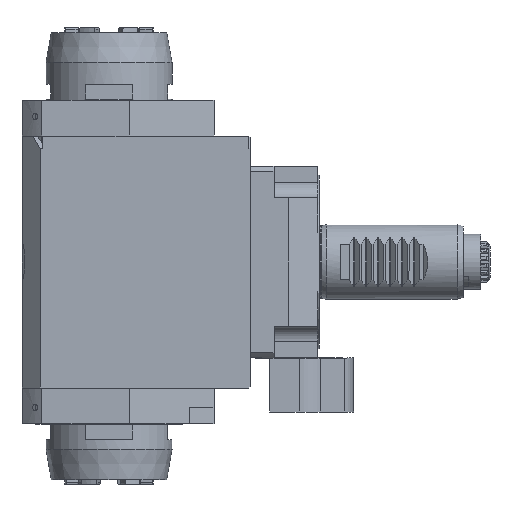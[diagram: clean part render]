
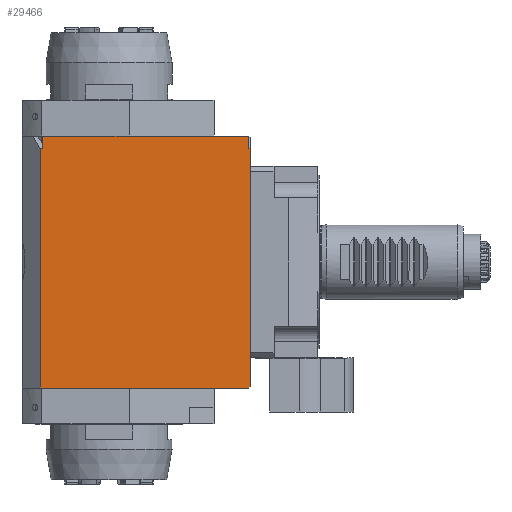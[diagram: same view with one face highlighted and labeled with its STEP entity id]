
A CAD part, left-side view. The second image highlights one B-rep face of the part: STEP entity #29466.
In plain terms, the highlighted planar face has unit normal (-1, 0, 0).
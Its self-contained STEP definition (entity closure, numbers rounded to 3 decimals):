
#474 = LINE ( 'NONE', #29023, #17522 ) ;
#919 = CARTESIAN_POINT ( 'NONE',  ( -32., -47., 32. ) ) ;
#2397 = EDGE_CURVE ( 'NONE', #32542, #34134, #29706, .T. ) ;
#2817 = VECTOR ( 'NONE', #40243, 1000. ) ;
#2960 = DIRECTION ( 'NONE',  ( 0., -0.707, 0.707 ) ) ;
#3043 = LINE ( 'NONE', #35209, #24114 ) ;
#3220 = EDGE_CURVE ( 'NONE', #25919, #18001, #34419, .T. ) ;
#3605 = EDGE_LOOP ( 'NONE', ( #25427, #7364, #32598, #30667, #3773, #36909, #25700, #28904, #38167, #4849, #35672 ) ) ;
#3773 = ORIENTED_EDGE ( 'NONE', *, *, #40308, .T. ) ;
#4423 = CARTESIAN_POINT ( 'NONE',  ( -32., -46.5, -42. ) ) ;
#4849 = ORIENTED_EDGE ( 'NONE', *, *, #2397, .F. ) ;
#5169 = CARTESIAN_POINT ( 'NONE',  ( -32., -47., -42. ) ) ;
#5238 = DIRECTION ( 'NONE',  ( 0., 1., 0. ) ) ;
#5443 = CARTESIAN_POINT ( 'NONE',  ( -32., -47., 38. ) ) ;
#5468 = EDGE_CURVE ( 'NONE', #28284, #14657, #32364, .T. ) ;
#5820 = CARTESIAN_POINT ( 'NONE',  ( -32., -46.5, -135.813 ) ) ;
#6666 = DIRECTION ( 'NONE',  ( 0., 0., 1. ) ) ;
#6681 = VECTOR ( 'NONE', #5238, 1000. ) ;
#7095 = VECTOR ( 'NONE', #19440, 1000. ) ;
#7364 = ORIENTED_EDGE ( 'NONE', *, *, #3220, .T. ) ;
#10514 = EDGE_CURVE ( 'NONE', #19523, #34134, #24362, .T. ) ;
#11241 = EDGE_CURVE ( 'NONE', #32542, #29498, #3043, .T. ) ;
#11569 = PLANE ( 'NONE',  #13305 ) ;
#12106 = EDGE_CURVE ( 'NONE', #19142, #18001, #474, .T. ) ;
#12494 = VECTOR ( 'NONE', #28942, 1000. ) ;
#12654 = VECTOR ( 'NONE', #16532, 1000. ) ;
#13305 = AXIS2_PLACEMENT_3D ( 'NONE', #26968, #33478, #17605 ) ;
#14293 = FACE_OUTER_BOUND ( 'NONE', #3605, .T. ) ;
#14657 = VERTEX_POINT ( 'NONE', #4423 ) ;
#14750 = CARTESIAN_POINT ( 'NONE',  ( -32., -47., 30.199 ) ) ;
#15391 = CARTESIAN_POINT ( 'NONE',  ( -32., -47., -30.199 ) ) ;
#16237 = CARTESIAN_POINT ( 'NONE',  ( -32., 23., -42. ) ) ;
#16269 = CARTESIAN_POINT ( 'NONE',  ( -32., -47., -41.5 ) ) ;
#16532 = DIRECTION ( 'NONE',  ( 0., 0., -1. ) ) ;
#17522 = VECTOR ( 'NONE', #30463, 1000. ) ;
#17605 = DIRECTION ( 'NONE',  ( 0., 0., 1. ) ) ;
#17713 = CARTESIAN_POINT ( 'NONE',  ( -32., 23., 38. ) ) ;
#18001 = VERTEX_POINT ( 'NONE', #20802 ) ;
#18651 = CARTESIAN_POINT ( 'NONE',  ( -32., -47., 38. ) ) ;
#19142 = VERTEX_POINT ( 'NONE', #40045 ) ;
#19299 = DIRECTION ( 'NONE',  ( 0., 0., 1. ) ) ;
#19440 = DIRECTION ( 'NONE',  ( 0., -1., 0. ) ) ;
#19523 = VERTEX_POINT ( 'NONE', #16269 ) ;
#20691 = DIRECTION ( 'NONE',  ( 0., 1., 0. ) ) ;
#20802 = CARTESIAN_POINT ( 'NONE',  ( -32., -46.5, 42. ) ) ;
#22260 = CARTESIAN_POINT ( 'NONE',  ( -32., 23., 42. ) ) ;
#22303 = CARTESIAN_POINT ( 'NONE',  ( -32., 22.092, -135.813 ) ) ;
#22555 = LINE ( 'NONE', #27996, #29373 ) ;
#24027 = CARTESIAN_POINT ( 'NONE',  ( -32., -47., 38. ) ) ;
#24114 = VECTOR ( 'NONE', #40090, 1000. ) ;
#24362 = LINE ( 'NONE', #5169, #2817 ) ;
#24462 = CARTESIAN_POINT ( 'NONE',  ( -32., -46.5, 38. ) ) ;
#24503 = VECTOR ( 'NONE', #20691, 1000. ) ;
#25427 = ORIENTED_EDGE ( 'NONE', *, *, #26666, .T. ) ;
#25700 = ORIENTED_EDGE ( 'NONE', *, *, #5468, .T. ) ;
#25919 = VERTEX_POINT ( 'NONE', #24462 ) ;
#26305 = CARTESIAN_POINT ( 'NONE',  ( -32., 29., -42. ) ) ;
#26666 = EDGE_CURVE ( 'NONE', #29498, #25919, #30493, .T. ) ;
#26968 = CARTESIAN_POINT ( 'NONE',  ( -32., 0., 0. ) ) ;
#27112 = LINE ( 'NONE', #5443, #6681 ) ;
#27996 = CARTESIAN_POINT ( 'NONE',  ( -32., -44.25, -44.25 ) ) ;
#28284 = VERTEX_POINT ( 'NONE', #16237 ) ;
#28670 = VERTEX_POINT ( 'NONE', #38729 ) ;
#28904 = ORIENTED_EDGE ( 'NONE', *, *, #37141, .T. ) ;
#28942 = DIRECTION ( 'NONE',  ( 0., 0., -1. ) ) ;
#29023 = CARTESIAN_POINT ( 'NONE',  ( -32., -46.5, 42. ) ) ;
#29373 = VECTOR ( 'NONE', #2960, 1000. ) ;
#29466 = ADVANCED_FACE ( 'Defeature completata1_11', ( #14293 ), #11569, .T. ) ;
#29498 = VERTEX_POINT ( 'NONE', #18651 ) ;
#29706 = LINE ( 'NONE', #919, #12654 ) ;
#30463 = DIRECTION ( 'NONE',  ( 0., -1., 0. ) ) ;
#30493 = LINE ( 'NONE', #24027, #24503 ) ;
#30643 = VERTEX_POINT ( 'NONE', #17713 ) ;
#30667 = ORIENTED_EDGE ( 'NONE', *, *, #40545, .F. ) ;
#32238 = EDGE_CURVE ( 'NONE', #30643, #28284, #38358, .T. ) ;
#32364 = LINE ( 'NONE', #26305, #7095 ) ;
#32542 = VERTEX_POINT ( 'NONE', #14750 ) ;
#32598 = ORIENTED_EDGE ( 'NONE', *, *, #12106, .F. ) ;
#33478 = DIRECTION ( 'NONE',  ( -1., 0., 0. ) ) ;
#34134 = VERTEX_POINT ( 'NONE', #15391 ) ;
#34419 = LINE ( 'NONE', #5820, #36635 ) ;
#34692 = VECTOR ( 'NONE', #6666, 1000. ) ;
#35209 = CARTESIAN_POINT ( 'NONE',  ( -32., -47., -42. ) ) ;
#35672 = ORIENTED_EDGE ( 'NONE', *, *, #11241, .T. ) ;
#36635 = VECTOR ( 'NONE', #19299, 1000. ) ;
#36909 = ORIENTED_EDGE ( 'NONE', *, *, #32238, .T. ) ;
#37141 = EDGE_CURVE ( 'NONE', #14657, #19523, #22555, .T. ) ;
#38167 = ORIENTED_EDGE ( 'NONE', *, *, #10514, .T. ) ;
#38358 = LINE ( 'NONE', #22260, #12494 ) ;
#38729 = CARTESIAN_POINT ( 'NONE',  ( -32., 22.092, 38. ) ) ;
#40045 = CARTESIAN_POINT ( 'NONE',  ( -32., 22.092, 42. ) ) ;
#40090 = DIRECTION ( 'NONE',  ( 0., 0., 1. ) ) ;
#40243 = DIRECTION ( 'NONE',  ( 0., 0., 1. ) ) ;
#40308 = EDGE_CURVE ( 'NONE', #28670, #30643, #27112, .T. ) ;
#40545 = EDGE_CURVE ( 'NONE', #28670, #19142, #40904, .T. ) ;
#40904 = LINE ( 'NONE', #22303, #34692 ) ;
